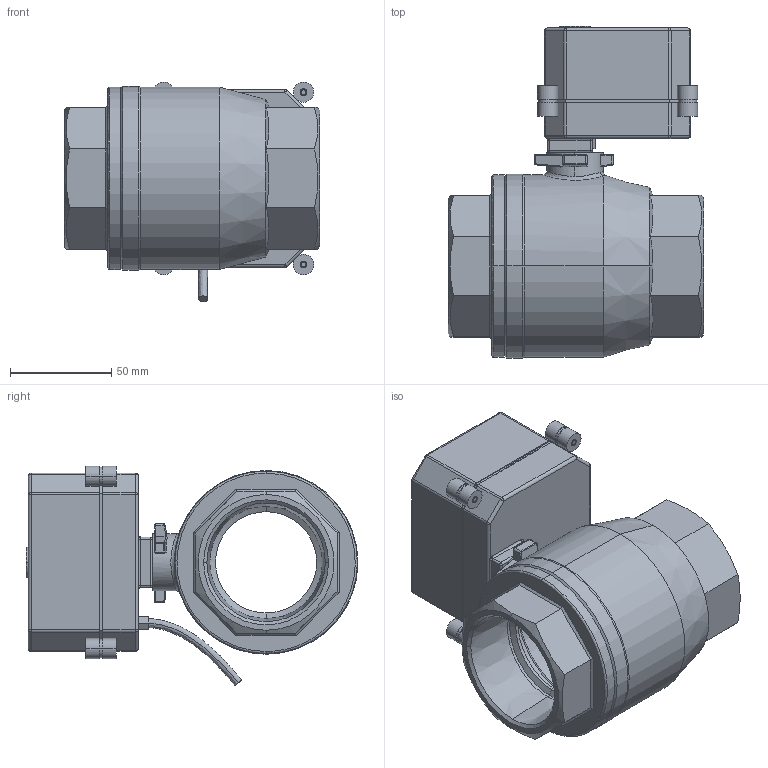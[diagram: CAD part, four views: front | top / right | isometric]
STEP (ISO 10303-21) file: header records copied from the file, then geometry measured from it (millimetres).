
FILE_DESCRIPTION (( 'STEP AP203' ), '1' );
FILE_NAME ('2 Inch Motor Ball Valve.STEP', '2019-09-23T12:43:55', ( '' ), ( '' ), 'SwSTEP 2.0', 'SolidWorks 2019', '' );
FILE_SCHEMA (( 'CONFIG_CONTROL_DESIGN' ));
Length unit declared in the file: millimetre
Products named in the file (7): J.S.COCK-MAR00008; 2 Inch Motor Ball Valve; 1 1 4 Inch Ball Valve Motor; J.S.COCK-MAR00008_4_1; J.S.COCK-MAR00008_2_1; socket head cap screw_am_B18.3.1M - 3 x 0.5 x 12 Hex SHCS -- 12NHX; J.S.COCK-MAR00008_1_1
Assembly tree (9 placements, depth 3):
  2 Inch Motor Ball Valve
    J.S.COCK-MAR00008
      J.S.COCK-MAR00008_1_1
      J.S.COCK-MAR00008_2_1
      J.S.COCK-MAR00008_4_1
    1 1 4 Inch Ball Valve Motor
    socket head cap screw_am_B18.3.1M - 3 x 0.5 x 12 Hex SHCS -- 12NHX  x4
Bounding box: 126 x 163.85 x 108.56 mm (x, y, z)
Volume: 597859.8 mm3; surface area: 118021.5 mm2
Topology: 12 solids, 12 shells, 533 faces, 1223 edges, 718 vertices
Faces by surface type: plane 231, cylinder 178, cone 63, bspline 29, sphere 20, torus 12
Entity records: 16320 total; most frequent: CARTESIAN_POINT 5404, DIRECTION 2184, ORIENTED_EDGE 2042, EDGE_CURVE 1021, AXIS2_PLACEMENT_3D 837, VERTEX_POINT 619, LINE 510, VECTOR 510
